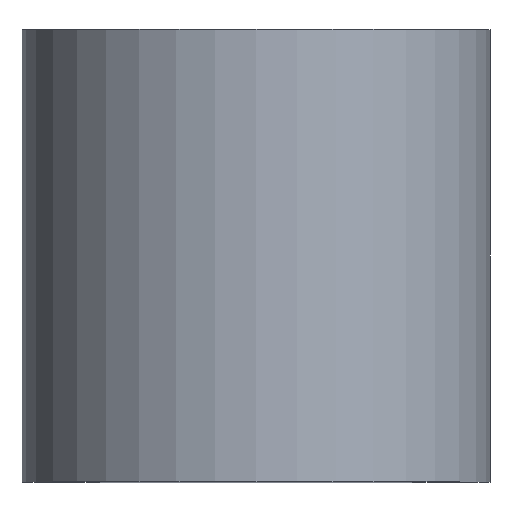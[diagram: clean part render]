
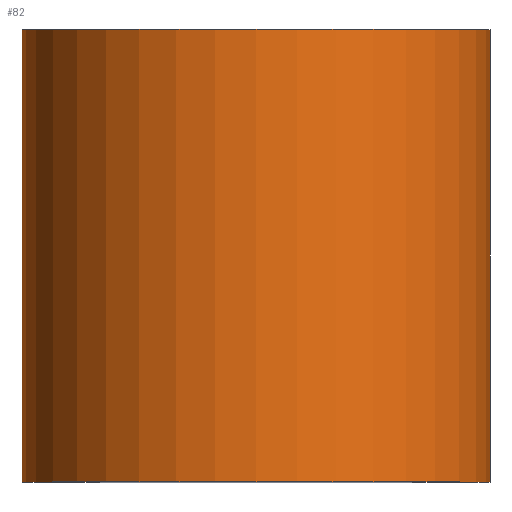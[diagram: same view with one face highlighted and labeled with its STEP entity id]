
A CAD part, top view. The second image highlights one B-rep face of the part: STEP entity #82.
In plain terms, the highlighted cylindrical face has radius 95.25 mm (diameter 190.5 mm), a full revolution.
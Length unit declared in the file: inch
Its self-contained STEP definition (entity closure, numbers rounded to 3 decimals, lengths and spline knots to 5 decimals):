
#20=LINE('',#166,#22);
#22=VECTOR('',#141,3.75);
#24=CYLINDRICAL_SURFACE('',#113,3.75);
#28=FACE_OUTER_BOUND('',#34,.T.);
#34=EDGE_LOOP('',(#71,#72,#73,#74));
#43=CIRCLE('',#114,3.75);
#44=CIRCLE('',#115,3.75);
#49=VERTEX_POINT('',#163);
#50=VERTEX_POINT('',#165);
#57=EDGE_CURVE('',#49,#49,#43,.T.);
#58=EDGE_CURVE('',#49,#50,#20,.T.);
#59=EDGE_CURVE('',#50,#50,#44,.T.);
#71=ORIENTED_EDGE('',*,*,#57,.F.);
#72=ORIENTED_EDGE('',*,*,#58,.T.);
#73=ORIENTED_EDGE('',*,*,#59,.T.);
#74=ORIENTED_EDGE('',*,*,#58,.F.);
#82=ADVANCED_FACE('',(#28),#24,.T.);
#113=AXIS2_PLACEMENT_3D('',#162,#137,#138);
#114=AXIS2_PLACEMENT_3D('',#164,#139,#140);
#115=AXIS2_PLACEMENT_3D('',#167,#142,#143);
#137=DIRECTION('center_axis',(0.,1.,0.));
#138=DIRECTION('ref_axis',(-1.,0.,0.));
#139=DIRECTION('center_axis',(0.,1.,0.));
#140=DIRECTION('ref_axis',(-1.,0.,0.));
#141=DIRECTION('',(0.,-1.,0.));
#142=DIRECTION('center_axis',(0.,1.,0.));
#143=DIRECTION('ref_axis',(-1.,0.,0.));
#162=CARTESIAN_POINT('Origin',(0.,0.,0.));
#163=CARTESIAN_POINT('',(3.75,7.25,0.));
#164=CARTESIAN_POINT('Origin',(0.,7.25,0.));
#165=CARTESIAN_POINT('',(3.75,0.,0.));
#166=CARTESIAN_POINT('',(3.75,0.,0.));
#167=CARTESIAN_POINT('Origin',(0.,0.,0.));
